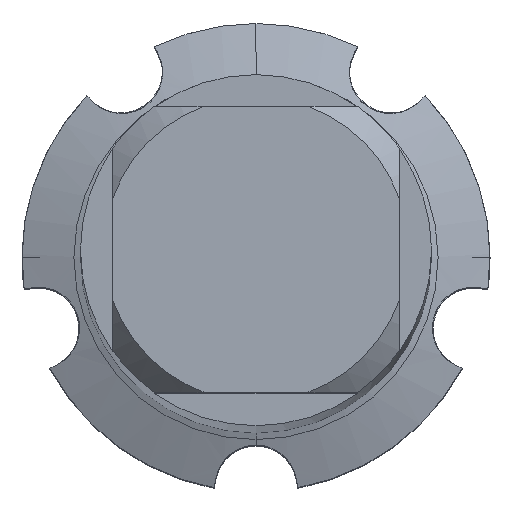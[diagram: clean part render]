
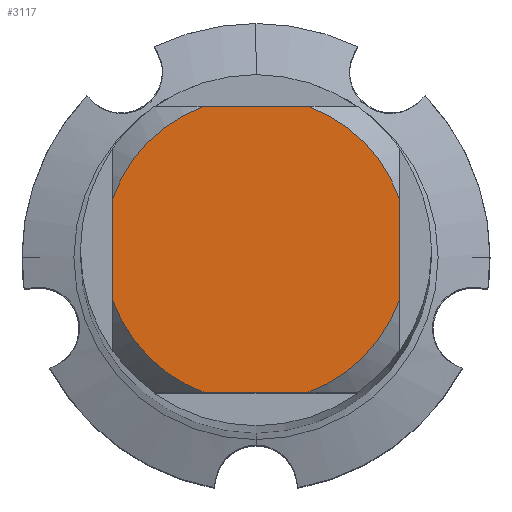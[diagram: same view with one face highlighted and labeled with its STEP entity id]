
A CAD part, top view. The second image highlights one B-rep face of the part: STEP entity #3117.
In plain terms, the highlighted planar face has unit normal (0, 0, 1).
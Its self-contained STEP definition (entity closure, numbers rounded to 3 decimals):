
#3117=ADVANCED_FACE('',(#8204),#8205,.T.);
#3361=EDGE_CURVE('',#7317,#3497,#8473,.T.);
#3497=VERTEX_POINT('',#8624);
#3781=VERTEX_POINT('',#8933);
#4937=VERTEX_POINT('',#10190);
#4967=VERTEX_POINT('',#10222);
#4999=VERTEX_POINT('',#10256);
#5093=EDGE_CURVE('',#4937,#3497,#10356,.T.);
#5163=EDGE_CURVE('',#7317,#4967,#10435,.T.);
#5281=EDGE_CURVE('',#4999,#6663,#10565,.T.);
#5589=EDGE_CURVE('',#3781,#6663,#10903,.T.);
#5987=EDGE_CURVE('',#4937,#7515,#11336,.T.);
#6397=EDGE_CURVE('',#3781,#7515,#11779,.T.);
#6663=VERTEX_POINT('',#12061);
#7079=EDGE_CURVE('',#4999,#4967,#12515,.T.);
#7317=VERTEX_POINT('',#12773);
#7515=VERTEX_POINT('',#12987);
#8204=FACE_OUTER_BOUND('',#14151,.T.);
#8205=PLANE('',#14152);
#8473=CIRCLE('',#14625,2.6);
#8624=CARTESIAN_POINT('',(0.87,-2.45,0.0));
#8933=CARTESIAN_POINT('',(-2.45,0.87,0.0));
#10190=CARTESIAN_POINT('',(-0.87,-2.45,0.0));
#10222=CARTESIAN_POINT('',(2.45,0.87,0.0));
#10256=CARTESIAN_POINT('',(0.87,2.45,0.0));
#10356=LINE('',#17885,#17886);
#10435=LINE('',#18021,#18022);
#10565=LINE('',#18237,#18238);
#10903=CIRCLE('',#18765,2.6);
#11336=CIRCLE('',#19431,2.6);
#11779=LINE('',#20245,#20246);
#12061=CARTESIAN_POINT('',(-0.87,2.45,0.0));
#12515=CIRCLE('',#21646,2.6);
#12773=CARTESIAN_POINT('',(2.45,-0.87,0.0));
#12987=CARTESIAN_POINT('',(-2.45,-0.87,0.0));
#14151=EDGE_LOOP('',(#23317,#23318,#23319,#23320,#23321,#23322,#23323,#23324));
#14152=AXIS2_PLACEMENT_3D('',#23325,#23326,#23327);
#14625=AXIS2_PLACEMENT_3D('',#23612,#23613,#23614);
#17885=CARTESIAN_POINT('',(0.0,-2.45,0.0));
#17886=VECTOR('',#25592,1.0);
#18021=CARTESIAN_POINT('',(2.45,0.65,0.0));
#18022=VECTOR('',#25687,1.0);
#18237=CARTESIAN_POINT('',(0.0,2.45,0.0));
#18238=VECTOR('',#25834,1.0);
#18765=AXIS2_PLACEMENT_3D('',#26189,#26190,#26191);
#19431=AXIS2_PLACEMENT_3D('',#26669,#26670,#26671);
#20245=CARTESIAN_POINT('',(-2.45,0.65,0.0));
#20246=VECTOR('',#27275,1.0);
#21646=AXIS2_PLACEMENT_3D('',#28111,#28112,#28113);
#23317=ORIENTED_EDGE('',*,*,#6397,.T.);
#23318=ORIENTED_EDGE('',*,*,#5987,.F.);
#23319=ORIENTED_EDGE('',*,*,#5093,.T.);
#23320=ORIENTED_EDGE('',*,*,#3361,.F.);
#23321=ORIENTED_EDGE('',*,*,#5163,.T.);
#23322=ORIENTED_EDGE('',*,*,#7079,.F.);
#23323=ORIENTED_EDGE('',*,*,#5281,.T.);
#23324=ORIENTED_EDGE('',*,*,#5589,.F.);
#23325=CARTESIAN_POINT('',(0.0,1.3,0.0));
#23326=DIRECTION('',(-0.0,0.0,1.0));
#23327=DIRECTION('',(0.0,-1.0,0.0));
#23612=CARTESIAN_POINT('',(0.0,0.0,0.0));
#23613=DIRECTION('',(0.0,0.0,-1.0));
#23614=DIRECTION('',(0.0,1.0,0.0));
#25592=DIRECTION('',(1.0,0.0,0.0));
#25687=DIRECTION('',(-0.0,1.0,0.0));
#25834=DIRECTION('',(-1.0,0.0,0.0));
#26189=CARTESIAN_POINT('',(0.0,0.0,0.0));
#26190=DIRECTION('',(0.0,0.0,-1.0));
#26191=DIRECTION('',(0.0,1.0,0.0));
#26669=CARTESIAN_POINT('',(0.0,0.0,0.0));
#26670=DIRECTION('',(0.0,0.0,-1.0));
#26671=DIRECTION('',(0.0,1.0,0.0));
#27275=DIRECTION('',(-0.0,-1.0,0.0));
#28111=CARTESIAN_POINT('',(0.0,0.0,0.0));
#28112=DIRECTION('',(0.0,0.0,-1.0));
#28113=DIRECTION('',(0.0,1.0,0.0));
